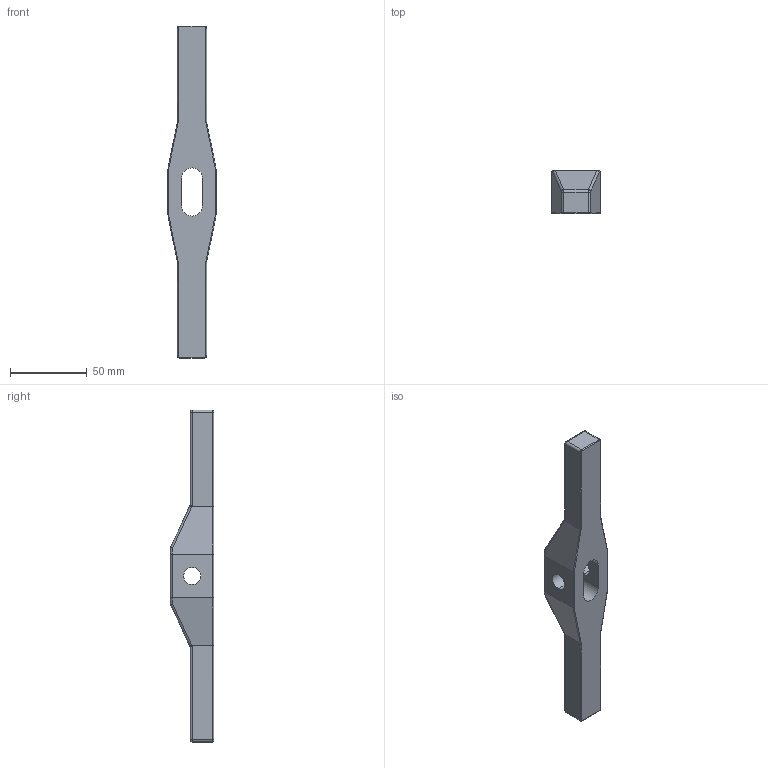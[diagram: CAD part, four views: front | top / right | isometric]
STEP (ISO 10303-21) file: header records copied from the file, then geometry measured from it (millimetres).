
FILE_DESCRIPTION((''),'2;1');
FILE_NAME('ILCM44521308','2020-02-05T',('npeters'),(''),'PRO/ENGINEER BY PARAMETRIC TECHNOLOGY CORPORATION, 2013320','PRO/ENGINEER BY PARAMETRIC TECHNOLOGY CORPORATION, 2013320','');
FILE_SCHEMA(('AUTOMOTIVE_DESIGN { 1 0 10303 214 1 1 1 1 }'));
Length unit declared in the file: millimetre
Products named in the file (1): ILCM44521308
Bounding box: 31.75 x 28.07 x 215.9 mm (x, y, z)
Volume: 85640.5 mm3; surface area: 19970.5 mm2
Topology: 1 solids, 1 shells, 70 faces, 168 edges, 100 vertices
Faces by surface type: cylinder 42, plane 20, torus 4, sphere 4
Entity records: 2991 total; most frequent: CARTESIAN_POINT 546, ORIENTED_EDGE 336, DIRECTION 316, PRESENTATION_STYLE_ASSIGNMENT 209, STYLED_ITEM 169, CURVE_STYLE 168, EDGE_CURVE 168, AXIS2_PLACEMENT_3D 110
